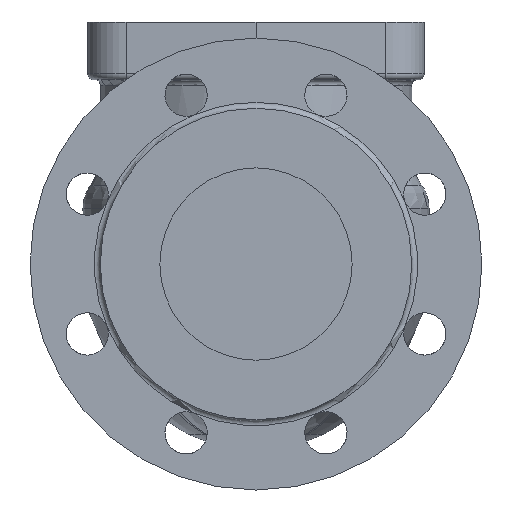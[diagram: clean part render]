
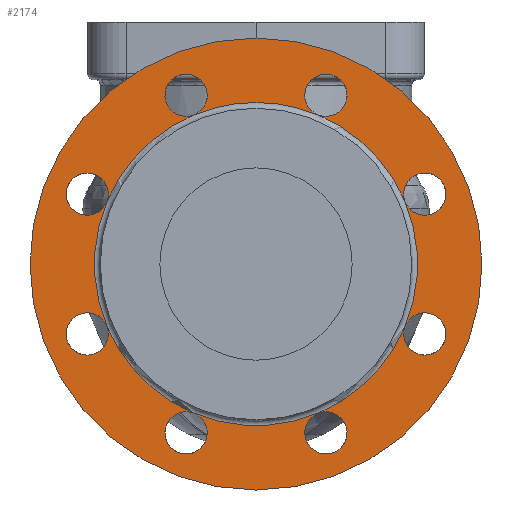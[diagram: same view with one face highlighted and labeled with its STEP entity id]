
A CAD part, left-side view. The second image highlights one B-rep face of the part: STEP entity #2174.
In plain terms, the highlighted planar face has unit normal (-1, 0, 0).
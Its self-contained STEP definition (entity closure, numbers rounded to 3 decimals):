
#383=PLANE('',#2401);
#434=FACE_BOUND('',#728,.T.);
#551=FACE_OUTER_BOUND('',#727,.T.);
#727=EDGE_LOOP('',(#1901));
#728=EDGE_LOOP('',(#1902,#1903,#1904,#1905,#1906,#1907,#1908,#1909,#1910,
#1911,#1912,#1913,#1914,#1915,#1916,#1917));
#892=CIRCLE('',#2386,117.5);
#895=CIRCLE('',#2392,84.);
#896=CIRCLE('',#2393,84.);
#897=CIRCLE('',#2394,84.);
#898=CIRCLE('',#2395,84.);
#899=CIRCLE('',#2396,84.);
#900=CIRCLE('',#2397,84.);
#901=CIRCLE('',#2398,84.);
#902=CIRCLE('',#2399,84.);
#904=CIRCLE('',#2402,11.);
#905=CIRCLE('',#2403,11.);
#906=CIRCLE('',#2404,11.);
#907=CIRCLE('',#2405,11.);
#908=CIRCLE('',#2406,11.);
#909=CIRCLE('',#2407,11.);
#910=CIRCLE('',#2408,11.);
#911=CIRCLE('',#2409,11.);
#1118=VERTEX_POINT('',#5450);
#1121=VERTEX_POINT('',#5459);
#1122=VERTEX_POINT('',#5460);
#1123=VERTEX_POINT('',#5462);
#1124=VERTEX_POINT('',#5464);
#1125=VERTEX_POINT('',#5466);
#1126=VERTEX_POINT('',#5468);
#1127=VERTEX_POINT('',#5470);
#1128=VERTEX_POINT('',#5472);
#1399=EDGE_CURVE('',#1118,#1118,#892,.T.);
#1402=EDGE_CURVE('',#1121,#1122,#895,.T.);
#1403=EDGE_CURVE('',#1122,#1123,#896,.T.);
#1404=EDGE_CURVE('',#1123,#1124,#897,.T.);
#1405=EDGE_CURVE('',#1124,#1125,#898,.T.);
#1406=EDGE_CURVE('',#1125,#1126,#899,.T.);
#1407=EDGE_CURVE('',#1126,#1127,#900,.T.);
#1408=EDGE_CURVE('',#1127,#1128,#901,.T.);
#1409=EDGE_CURVE('',#1128,#1121,#902,.T.);
#1411=EDGE_CURVE('',#1128,#1128,#904,.T.);
#1412=EDGE_CURVE('',#1127,#1127,#905,.T.);
#1413=EDGE_CURVE('',#1126,#1126,#906,.T.);
#1414=EDGE_CURVE('',#1125,#1125,#907,.T.);
#1415=EDGE_CURVE('',#1124,#1124,#908,.T.);
#1416=EDGE_CURVE('',#1123,#1123,#909,.T.);
#1417=EDGE_CURVE('',#1122,#1122,#910,.T.);
#1418=EDGE_CURVE('',#1121,#1121,#911,.T.);
#1901=ORIENTED_EDGE('',*,*,#1399,.T.);
#1902=ORIENTED_EDGE('',*,*,#1411,.T.);
#1903=ORIENTED_EDGE('',*,*,#1408,.F.);
#1904=ORIENTED_EDGE('',*,*,#1412,.T.);
#1905=ORIENTED_EDGE('',*,*,#1407,.F.);
#1906=ORIENTED_EDGE('',*,*,#1413,.T.);
#1907=ORIENTED_EDGE('',*,*,#1406,.F.);
#1908=ORIENTED_EDGE('',*,*,#1414,.T.);
#1909=ORIENTED_EDGE('',*,*,#1405,.F.);
#1910=ORIENTED_EDGE('',*,*,#1415,.T.);
#1911=ORIENTED_EDGE('',*,*,#1404,.F.);
#1912=ORIENTED_EDGE('',*,*,#1416,.T.);
#1913=ORIENTED_EDGE('',*,*,#1403,.F.);
#1914=ORIENTED_EDGE('',*,*,#1417,.T.);
#1915=ORIENTED_EDGE('',*,*,#1402,.F.);
#1916=ORIENTED_EDGE('',*,*,#1418,.T.);
#1917=ORIENTED_EDGE('',*,*,#1409,.F.);
#2174=ADVANCED_FACE('',(#551,#434),#383,.T.);
#2386=AXIS2_PLACEMENT_3D('',#5451,#2866,#2867);
#2392=AXIS2_PLACEMENT_3D('',#5461,#2878,#2879);
#2393=AXIS2_PLACEMENT_3D('',#5463,#2880,#2881);
#2394=AXIS2_PLACEMENT_3D('',#5465,#2882,#2883);
#2395=AXIS2_PLACEMENT_3D('',#5467,#2884,#2885);
#2396=AXIS2_PLACEMENT_3D('',#5469,#2886,#2887);
#2397=AXIS2_PLACEMENT_3D('',#5471,#2888,#2889);
#2398=AXIS2_PLACEMENT_3D('',#5473,#2890,#2891);
#2399=AXIS2_PLACEMENT_3D('',#5474,#2892,#2893);
#2401=AXIS2_PLACEMENT_3D('',#5477,#2896,#2897);
#2402=AXIS2_PLACEMENT_3D('',#5478,#2898,#2899);
#2403=AXIS2_PLACEMENT_3D('',#5479,#2900,#2901);
#2404=AXIS2_PLACEMENT_3D('',#5480,#2902,#2903);
#2405=AXIS2_PLACEMENT_3D('',#5481,#2904,#2905);
#2406=AXIS2_PLACEMENT_3D('',#5482,#2906,#2907);
#2407=AXIS2_PLACEMENT_3D('',#5483,#2908,#2909);
#2408=AXIS2_PLACEMENT_3D('',#5484,#2910,#2911);
#2409=AXIS2_PLACEMENT_3D('',#5485,#2912,#2913);
#2866=DIRECTION('center_axis',(-1.,0.,0.));
#2867=DIRECTION('ref_axis',(0.,0.,1.));
#2878=DIRECTION('center_axis',(-1.,0.,0.));
#2879=DIRECTION('ref_axis',(0.,0.,-1.));
#2880=DIRECTION('center_axis',(-1.,0.,0.));
#2881=DIRECTION('ref_axis',(0.,0.,-1.));
#2882=DIRECTION('center_axis',(-1.,0.,0.));
#2883=DIRECTION('ref_axis',(0.,0.,-1.));
#2884=DIRECTION('center_axis',(-1.,0.,0.));
#2885=DIRECTION('ref_axis',(0.,0.,-1.));
#2886=DIRECTION('center_axis',(-1.,0.,0.));
#2887=DIRECTION('ref_axis',(0.,0.,-1.));
#2888=DIRECTION('center_axis',(-1.,0.,0.));
#2889=DIRECTION('ref_axis',(0.,0.,-1.));
#2890=DIRECTION('center_axis',(-1.,0.,0.));
#2891=DIRECTION('ref_axis',(0.,0.,-1.));
#2892=DIRECTION('center_axis',(-1.,0.,0.));
#2893=DIRECTION('ref_axis',(0.,0.,-1.));
#2896=DIRECTION('center_axis',(-1.,0.,0.));
#2897=DIRECTION('ref_axis',(0.,0.,1.));
#2898=DIRECTION('center_axis',(1.,0.,0.));
#2899=DIRECTION('ref_axis',(0.,-0.707,0.707));
#2900=DIRECTION('center_axis',(1.,0.,0.));
#2901=DIRECTION('ref_axis',(0.,-1.,0.));
#2902=DIRECTION('center_axis',(1.,0.,0.));
#2903=DIRECTION('ref_axis',(0.,-0.707,-0.707));
#2904=DIRECTION('center_axis',(1.,0.,0.));
#2905=DIRECTION('ref_axis',(0.,0.,-1.));
#2906=DIRECTION('center_axis',(1.,0.,0.));
#2907=DIRECTION('ref_axis',(0.,0.707,-0.707));
#2908=DIRECTION('center_axis',(1.,0.,0.));
#2909=DIRECTION('ref_axis',(0.,1.,0.));
#2910=DIRECTION('center_axis',(1.,0.,0.));
#2911=DIRECTION('ref_axis',(0.,0.707,0.707));
#2912=DIRECTION('center_axis',(1.,0.,0.));
#2913=DIRECTION('ref_axis',(0.,0.,1.));
#5450=CARTESIAN_POINT('',(-172.,0.,-8.373));
#5451=CARTESIAN_POINT('Origin',(-172.,0.,-125.873));
#5459=CARTESIAN_POINT('',(-172.,-32.145,-48.267));
#5460=CARTESIAN_POINT('',(-172.,32.145,-48.267));
#5461=CARTESIAN_POINT('Origin',(-172.,0.,-125.873));
#5462=CARTESIAN_POINT('',(-172.,77.606,-93.727));
#5463=CARTESIAN_POINT('Origin',(-172.,0.,-125.873));
#5464=CARTESIAN_POINT('',(-172.,77.606,-158.018));
#5465=CARTESIAN_POINT('Origin',(-172.,0.,-125.873));
#5466=CARTESIAN_POINT('',(-172.,32.145,-203.479));
#5467=CARTESIAN_POINT('Origin',(-172.,0.,-125.873));
#5468=CARTESIAN_POINT('',(-172.,-32.145,-203.479));
#5469=CARTESIAN_POINT('Origin',(-172.,0.,-125.873));
#5470=CARTESIAN_POINT('',(-172.,-77.606,-158.018));
#5471=CARTESIAN_POINT('Origin',(-172.,0.,-125.873));
#5472=CARTESIAN_POINT('',(-172.,-77.606,-93.727));
#5473=CARTESIAN_POINT('Origin',(-172.,0.,-125.873));
#5474=CARTESIAN_POINT('Origin',(-172.,0.,-125.873));
#5477=CARTESIAN_POINT('Origin',(-172.,0.,-44.873));
#5478=CARTESIAN_POINT('Origin',(-172.,-87.769,-89.518));
#5479=CARTESIAN_POINT('Origin',(-172.,-87.769,-162.228));
#5480=CARTESIAN_POINT('Origin',(-172.,-36.355,-213.641));
#5481=CARTESIAN_POINT('Origin',(-172.,36.355,-213.641));
#5482=CARTESIAN_POINT('Origin',(-172.,87.769,-162.228));
#5483=CARTESIAN_POINT('Origin',(-172.,87.769,-89.518));
#5484=CARTESIAN_POINT('Origin',(-172.,36.355,-38.104));
#5485=CARTESIAN_POINT('Origin',(-172.,-36.355,-38.104));
